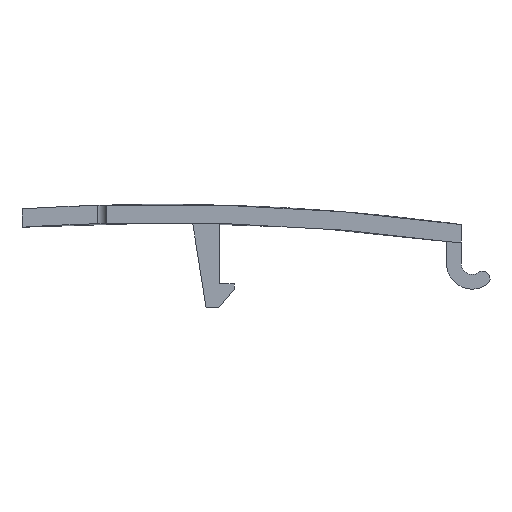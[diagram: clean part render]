
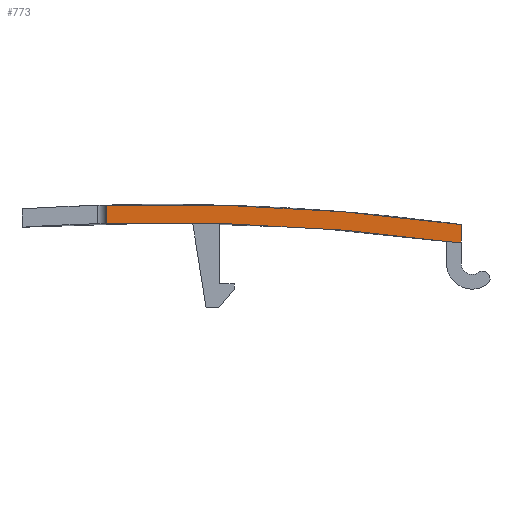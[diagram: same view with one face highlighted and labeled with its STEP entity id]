
A CAD part, left-side view. The second image highlights one B-rep face of the part: STEP entity #773.
In plain terms, the highlighted planar face has unit normal (-1, 0, 0).
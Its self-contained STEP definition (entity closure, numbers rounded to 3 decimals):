
#773=ADVANCED_FACE('',(#1584),#1585,.T.);
#831=VERTEX_POINT('',#1658);
#835=VERTEX_POINT('',#1662);
#837=EDGE_CURVE('',#831,#835,#1664,.T.);
#1109=VERTEX_POINT('',#1936);
#1113=EDGE_CURVE('',#1109,#831,#1940,.T.);
#1115=VERTEX_POINT('',#1942);
#1117=EDGE_CURVE('',#1115,#1109,#1944,.T.);
#1119=EDGE_CURVE('',#835,#1115,#1946,.T.);
#1584=FACE_OUTER_BOUND('',#2471,.T.);
#1585=PLANE('',#2472);
#1658=CARTESIAN_POINT('',(0.0,1.577,3.528));
#1662=CARTESIAN_POINT('',(0.0,20.976,4.6));
#1664=CIRCLE('',#2584,120.);
#1936=CARTESIAN_POINT('',(0.0,1.577,4.537));
#1940=LINE('',#3157,#3158);
#1942=CARTESIAN_POINT('',(0.0,20.976,5.601));
#1944=CIRCLE('',#3163,121.);
#1946=LINE('',#3166,#3167);
#2471=EDGE_LOOP('',(#3837,#3838,#3839,#3840));
#2472=AXIS2_PLACEMENT_3D('',#3841,#3842,#3843);
#2584=AXIS2_PLACEMENT_3D('',#3978,#3979,#3980);
#3157=CARTESIAN_POINT('',(0.0,1.577,-0.967));
#3158=VECTOR('',#4100,1.0);
#3163=AXIS2_PLACEMENT_3D('',#4101,#4102,#4103);
#3166=CARTESIAN_POINT('',(0.0,20.976,-5.463));
#3167=VECTOR('',#4104,1.0);
#3837=ORIENTED_EDGE('',*,*,#1117,.F.);
#3838=ORIENTED_EDGE('',*,*,#1119,.F.);
#3839=ORIENTED_EDGE('',*,*,#837,.F.);
#3840=ORIENTED_EDGE('',*,*,#1113,.F.);
#3841=CARTESIAN_POINT('',(0.0,1.576,-5.463));
#3842=DIRECTION('',(-1.0,0.0,0.0));
#3843=DIRECTION('',(0.0,1.0,0.0));
#3978=CARTESIAN_POINT('',(0.0,17.878,-115.36));
#3979=DIRECTION('',(-1.0,0.0,0.0));
#3980=DIRECTION('',(0.0,-0.136,0.991));
#4100=DIRECTION('',(0.0,0.0,-1.0));
#4101=CARTESIAN_POINT('',(0.0,17.878,-115.36));
#4102=DIRECTION('',(1.0,0.0,0.0));
#4103=DIRECTION('',(0.0,-0.135,0.991));
#4104=DIRECTION('',(0.0,0.0,1.0));
